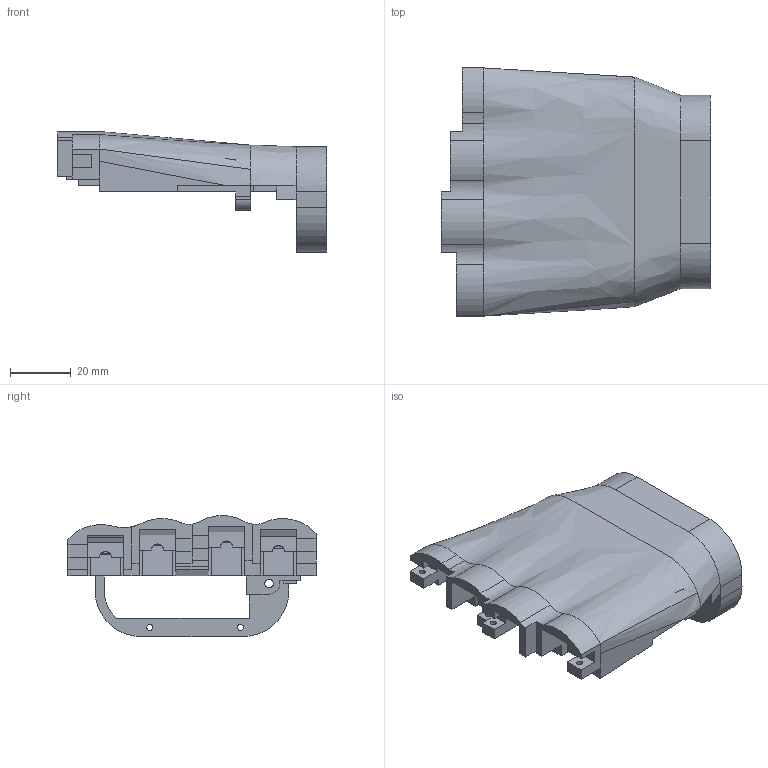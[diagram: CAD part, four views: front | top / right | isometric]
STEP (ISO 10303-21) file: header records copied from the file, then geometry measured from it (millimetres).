
FILE_DESCRIPTION(/* description */ (''),/* implementation_level */ '2;1');
FILE_NAME(/* name */ 'Base.step',/* time_stamp */ '2019-01-12T21:50:06+01:00',/* author */ (''),/* organization */ (''),/* preprocessor_version */ 'ST-DEVELOPER v17.2',/* originating_system */ 'Autodesk Translation Framework v7.6.0.251',/* authorisation */ '');
FILE_SCHEMA (('AUTOMOTIVE_DESIGN { 1 0 10303 214 3 1 1 }'));
Length unit declared in the file: millimetre
Products named in the file (1): FusionComponent
Bounding box: 89.2 x 82 x 40 mm (x, y, z)
Volume: 61939.6 mm3; surface area: 27843 mm2
Topology: 1 solids, 1 shells, 241 faces, 657 edges, 431 vertices
Faces by surface type: plane 192, cylinder 44, bspline 5
Full cylindrical faces by diameter (mm): 2 x15, 2.8 x1, 2.9 x1, 4 x4, 4.2 x2
Entity records: 7858 total; most frequent: CARTESIAN_POINT 1643, ORIENTED_EDGE 1314, DIRECTION 1208, EDGE_CURVE 657, LINE 548, VECTOR 548, VERTEX_POINT 431, AXIS2_PLACEMENT_3D 330
